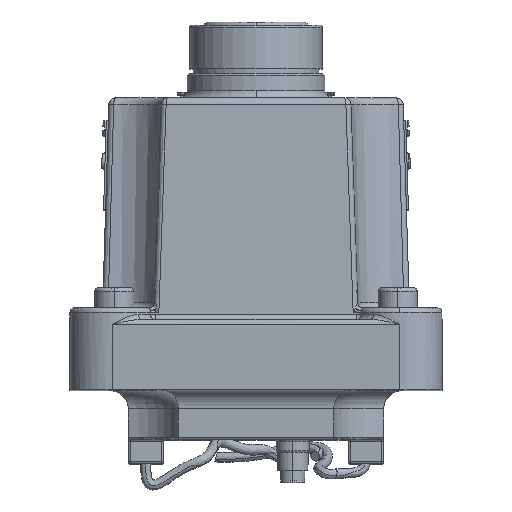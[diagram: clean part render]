
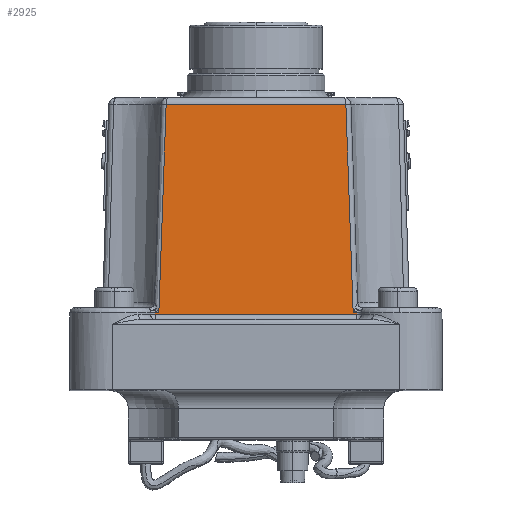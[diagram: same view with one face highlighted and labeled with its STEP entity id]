
A CAD part, top view. The second image highlights one B-rep face of the part: STEP entity #2925.
In plain terms, the highlighted planar face has unit normal (0, 0.03, 1).
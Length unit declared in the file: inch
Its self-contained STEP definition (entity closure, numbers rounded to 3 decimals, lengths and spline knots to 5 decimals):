
#440 = EDGE_CURVE ( 'NONE', #10640, #11085, #15134, .T. ) ;
#722 = CARTESIAN_POINT ( 'NONE',  ( 0.99883, 0.75867, 2.38321 ) ) ;
#731 = EDGE_CURVE ( 'NONE', #15490, #36573, #20574, .T. ) ;
#2925 = ADVANCED_FACE ( 'NONE', ( #26891 ), #25620, .T. ) ;
#3893 = DIRECTION ( 'NONE',  ( -1., 0., 0. ) ) ;
#4307 = VERTEX_POINT ( 'NONE', #19580 ) ;
#4471 = VERTEX_POINT ( 'NONE', #11941 ) ;
#4590 = VECTOR ( 'NONE', #8696, 39.37008 ) ;
#5578 = EDGE_CURVE ( 'NONE', #11085, #7540, #6236, .T. ) ;
#5852 = EDGE_CURVE ( 'NONE', #7540, #7454, #8307, .T. ) ;
#5879 = EDGE_CURVE ( 'NONE', #21477, #10640, #25713, .T. ) ;
#5903 = DIRECTION ( 'NONE',  ( 0., 0.031, 1. ) ) ;
#6236 = LINE ( 'NONE', #10392, #12894 ) ;
#6319 = CARTESIAN_POINT ( 'NONE',  ( 0.9989, 0.75357, 2.38336 ) ) ;
#6627 = ORIENTED_EDGE ( 'NONE', *, *, #731, .T. ) ;
#7454 = VERTEX_POINT ( 'NONE', #17786 ) ;
#7465 = ORIENTED_EDGE ( 'NONE', *, *, #5879, .T. ) ;
#7540 = VERTEX_POINT ( 'NONE', #12608 ) ;
#8307 = B_SPLINE_CURVE_WITH_KNOTS ( 'NONE', 3,
 ( #12363, #17891, #35010, #18013 ),
 .UNSPECIFIED., .F., .F.,
 ( 4, 4 ),
 ( 0., 0.05239 ),
 .UNSPECIFIED. ) ;
#8605 = CARTESIAN_POINT ( 'NONE',  ( -0.99897, 0.74847, 2.38352 ) ) ;
#8696 = DIRECTION ( 'NONE',  ( 1., 0., 0. ) ) ;
#9201 = ORIENTED_EDGE ( 'NONE', *, *, #5852, .T. ) ;
#9466 = CARTESIAN_POINT ( 'NONE',  ( 0.99876, 0.76683, 2.38296 ) ) ;
#10392 = CARTESIAN_POINT ( 'NONE',  ( 1.425, 2.82729, 2.32001 ) ) ;
#10640 = VERTEX_POINT ( 'NONE', #35641 ) ;
#11085 = VERTEX_POINT ( 'NONE', #22217 ) ;
#11322 = EDGE_CURVE ( 'NONE', #4307, #21477, #22997, .T. ) ;
#11325 = CARTESIAN_POINT ( 'NONE',  ( 0.99874, 0.76479, 2.38302 ) ) ;
#11941 = CARTESIAN_POINT ( 'NONE',  ( -0.99897, 0.74847, 2.38352 ) ) ;
#12201 = CARTESIAN_POINT ( 'NONE',  ( 0.99875, 0.76377, 2.38305 ) ) ;
#12363 = CARTESIAN_POINT ( 'NONE',  ( -0.89118, 2.82729, 2.32001 ) ) ;
#12500 = CARTESIAN_POINT ( 'NONE',  ( -0.99874, 0.76581, 2.38299 ) ) ;
#12608 = CARTESIAN_POINT ( 'NONE',  ( -0.89118, 2.82729, 2.32001 ) ) ;
#12894 = VECTOR ( 'NONE', #27370, 39.37008 ) ;
#12964 = EDGE_CURVE ( 'NONE', #28065, #4307, #23670, .T. ) ;
#13490 = CARTESIAN_POINT ( 'NONE',  ( 0.96326, 0.76683, 2.38296 ) ) ;
#13949 = VECTOR ( 'NONE', #18909, 39.37008 ) ;
#14595 = EDGE_CURVE ( 'NONE', #4471, #28065, #27229, .T. ) ;
#15134 = B_SPLINE_CURVE_WITH_KNOTS ( 'NONE', 3,
 ( #13490, #27617, #30471, #33318 ),
 .UNSPECIFIED., .F., .F.,
 ( 4, 4 ),
 ( -0.00123, 0.05116 ),
 .UNSPECIFIED. ) ;
#15268 =( BOUNDED_CURVE ( )  B_SPLINE_CURVE ( 3, ( #19824, #22681, #25555, #8605 ),
 .UNSPECIFIED., .F., .F. ) 
 B_SPLINE_CURVE_WITH_KNOTS ( ( 4, 4 ),
 ( 5.14731, 5.1484 ),
 .UNSPECIFIED. ) 
 CURVE ( )  GEOMETRIC_REPRESENTATION_ITEM ( )  RATIONAL_B_SPLINE_CURVE ( ( 1., 1., 1., 1. ) ) 
 REPRESENTATION_ITEM ( '' )  );
#15314 = CARTESIAN_POINT ( 'NONE',  ( -0.99875, 0.76377, 2.38305 ) ) ;
#15490 = VERTEX_POINT ( 'NONE', #30423 ) ;
#15542 = CARTESIAN_POINT ( 'NONE',  ( 0.99897, 0.74847, 2.38352 ) ) ;
#17786 = CARTESIAN_POINT ( 'NONE',  ( -0.96326, 0.76683, 2.38296 ) ) ;
#17891 = CARTESIAN_POINT ( 'NONE',  ( -0.91358, 2.14041, 2.34099 ) ) ;
#18013 = CARTESIAN_POINT ( 'NONE',  ( -0.96326, 0.76683, 2.38296 ) ) ;
#18149 = VECTOR ( 'NONE', #3893, 39.37008 ) ;
#18754 = ORIENTED_EDGE ( 'NONE', *, *, #11322, .T. ) ;
#18909 = DIRECTION ( 'NONE',  ( -1., 0., 0. ) ) ;
#19397 = ORIENTED_EDGE ( 'NONE', *, *, #12964, .T. ) ;
#19580 = CARTESIAN_POINT ( 'NONE',  ( 0.99875, 0.76377, 2.38305 ) ) ;
#19824 = CARTESIAN_POINT ( 'NONE',  ( -0.99875, 0.76377, 2.38305 ) ) ;
#20214 = ORIENTED_EDGE ( 'NONE', *, *, #5578, .T. ) ;
#20547 = CARTESIAN_POINT ( 'NONE',  ( 0.99875, 0.76377, 2.38305 ) ) ;
#20574 = B_SPLINE_CURVE_WITH_KNOTS ( 'NONE', 3,
 ( #26597, #12500, #32310, #15314 ),
 .UNSPECIFIED., .F., .F.,
 ( 4, 4 ),
 ( 0., 0.00008 ),
 .UNSPECIFIED. ) ;
#21325 = EDGE_CURVE ( 'NONE', #7454, #15490, #28134, .T. ) ;
#21477 = VERTEX_POINT ( 'NONE', #30723 ) ;
#22217 = CARTESIAN_POINT ( 'NONE',  ( 0.89118, 2.82729, 2.32001 ) ) ;
#22681 = CARTESIAN_POINT ( 'NONE',  ( -0.99883, 0.75867, 2.38321 ) ) ;
#22871 = CARTESIAN_POINT ( 'NONE',  ( 1.425, 0.7, 2.385 ) ) ;
#22997 = B_SPLINE_CURVE_WITH_KNOTS ( 'NONE', 3,
 ( #12201, #11325, #26418, #9466 ),
 .UNSPECIFIED., .F., .F.,
 ( 4, 4 ),
 ( 0., 0.00008 ),
 .UNSPECIFIED. ) ;
#23113 = CARTESIAN_POINT ( 'NONE',  ( -0.99875, 0.76377, 2.38305 ) ) ;
#23670 =( BOUNDED_CURVE ( )  B_SPLINE_CURVE ( 3, ( #26132, #6319, #722, #20547 ),
 .UNSPECIFIED., .F., .F. ) 
 B_SPLINE_CURVE_WITH_KNOTS ( ( 4, 4 ),
 ( 1.13478, 1.13588 ),
 .UNSPECIFIED. ) 
 CURVE ( )  GEOMETRIC_REPRESENTATION_ITEM ( )  RATIONAL_B_SPLINE_CURVE ( ( 1., 1., 1., 1. ) ) 
 REPRESENTATION_ITEM ( '' )  );
#25555 = CARTESIAN_POINT ( 'NONE',  ( -0.9989, 0.75357, 2.38336 ) ) ;
#25620 = PLANE ( 'NONE',  #28653 ) ;
#25630 = ORIENTED_EDGE ( 'NONE', *, *, #21325, .T. ) ;
#25658 = CARTESIAN_POINT ( 'NONE',  ( 1.425, 0.74847, 2.38352 ) ) ;
#25713 = LINE ( 'NONE', #26457, #18149 ) ;
#25744 = DIRECTION ( 'NONE',  ( 0., -1., 0.031 ) ) ;
#26132 = CARTESIAN_POINT ( 'NONE',  ( 0.99897, 0.74847, 2.38352 ) ) ;
#26418 = CARTESIAN_POINT ( 'NONE',  ( 0.99874, 0.76581, 2.38299 ) ) ;
#26457 = CARTESIAN_POINT ( 'NONE',  ( 1.425, 0.76683, 2.38296 ) ) ;
#26597 = CARTESIAN_POINT ( 'NONE',  ( -0.99876, 0.76683, 2.38296 ) ) ;
#26891 = FACE_OUTER_BOUND ( 'NONE', #27649, .T. ) ;
#27229 = LINE ( 'NONE', #25658, #4590 ) ;
#27230 = ORIENTED_EDGE ( 'NONE', *, *, #14595, .T. ) ;
#27370 = DIRECTION ( 'NONE',  ( -1., 0., 0. ) ) ;
#27617 = CARTESIAN_POINT ( 'NONE',  ( 0.93736, 1.45358, 2.36198 ) ) ;
#27649 = EDGE_LOOP ( 'NONE', ( #25630, #6627, #31632, #27230, #19397, #18754, #7465, #35592, #20214, #9201 ) ) ;
#28065 = VERTEX_POINT ( 'NONE', #15542 ) ;
#28134 = LINE ( 'NONE', #35949, #13949 ) ;
#28653 = AXIS2_PLACEMENT_3D ( 'NONE', #22871, #5903, #25744 ) ;
#30423 = CARTESIAN_POINT ( 'NONE',  ( -0.99876, 0.76683, 2.38296 ) ) ;
#30471 = CARTESIAN_POINT ( 'NONE',  ( 0.91358, 2.14041, 2.34099 ) ) ;
#30723 = CARTESIAN_POINT ( 'NONE',  ( 0.99876, 0.76683, 2.38296 ) ) ;
#31632 = ORIENTED_EDGE ( 'NONE', *, *, #32137, .T. ) ;
#32137 = EDGE_CURVE ( 'NONE', #36573, #4471, #15268, .T. ) ;
#32310 = CARTESIAN_POINT ( 'NONE',  ( -0.99874, 0.76479, 2.38302 ) ) ;
#33318 = CARTESIAN_POINT ( 'NONE',  ( 0.89118, 2.82729, 2.32001 ) ) ;
#35010 = CARTESIAN_POINT ( 'NONE',  ( -0.93736, 1.45358, 2.36198 ) ) ;
#35592 = ORIENTED_EDGE ( 'NONE', *, *, #440, .T. ) ;
#35641 = CARTESIAN_POINT ( 'NONE',  ( 0.96326, 0.76683, 2.38296 ) ) ;
#35949 = CARTESIAN_POINT ( 'NONE',  ( -1.03137, 0.76683, 2.38296 ) ) ;
#36573 = VERTEX_POINT ( 'NONE', #23113 ) ;
